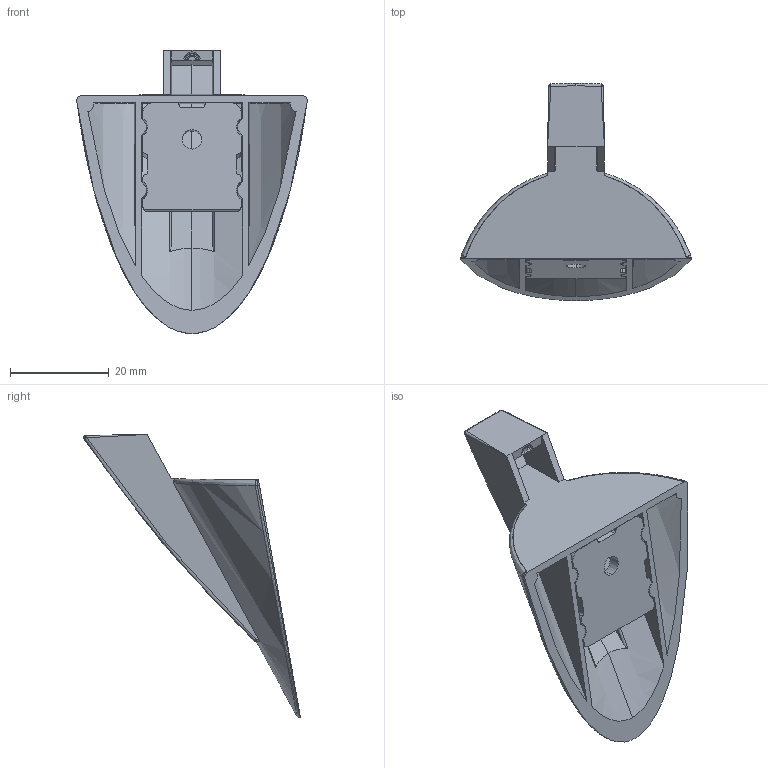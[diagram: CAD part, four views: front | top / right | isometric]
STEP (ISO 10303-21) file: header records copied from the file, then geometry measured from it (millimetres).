
FILE_DESCRIPTION(('Creo Elements/Direct Modeling STEP Export'),'2;1');
FILE_NAME('01018.stp','2024-04-17T11:38:20',(''),(''),'Creo Elements/Direct Modeling STEP processor for AP214 (Solid Model)','Creo Elements/Direct Modeling 20.0 12-Nov-2016 (C) Parametric Technology GmbH','');
FILE_SCHEMA(('AUTOMOTIVE_DESIGN { 1 0 10303 214 1 1 1 1 }'));
Length unit declared in the file: millimetre
Products named in the file (3): Hakenteil; Hakenanschraubteil
Assembly tree (1 placements, depth 2):
  Hakenteil
  Hakenanschraubteil
    Hakenanschraubteil
Bounding box: 46.69 x 43.89 x 57.33 mm (x, y, z)
Volume: 8839 mm3; surface area: 9629.4 mm2
Topology: 2 solids, 2 shells, 243 faces, 617 edges, 360 vertices
Faces by surface type: bspline 98, plane 59, cylinder 51, cone 16, extrusion 13, sphere 5, torus 1
Entity records: 24049 total; most frequent: CARTESIAN_POINT 19253, ORIENTED_EDGE 1192, DIRECTION 630, EDGE_CURVE 596, VERTEX_POINT 360, B_SPLINE_CURVE_WITH_KNOTS 277, EDGE_LOOP 248, FACE_OUTER_BOUND 243
